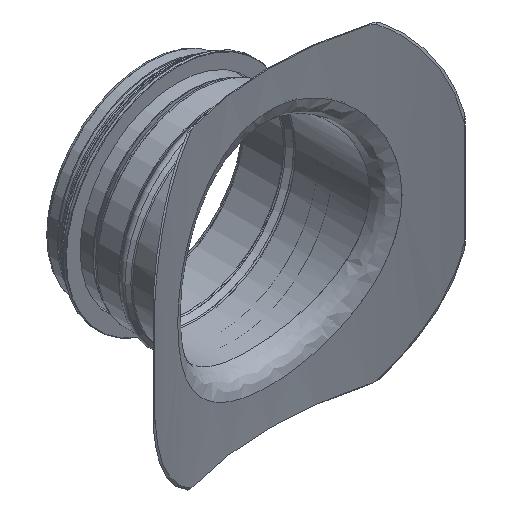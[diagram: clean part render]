
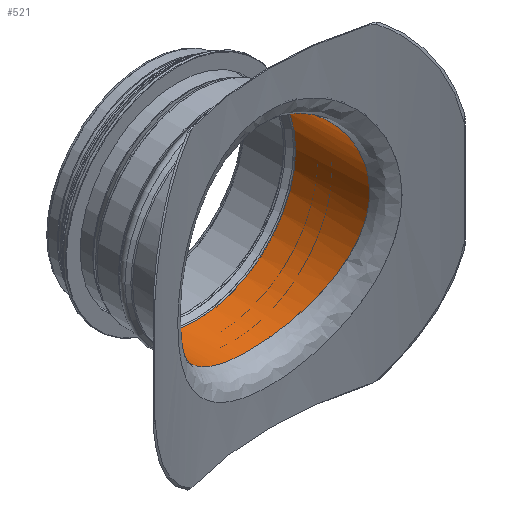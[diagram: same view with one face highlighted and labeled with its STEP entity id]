
A CAD part, isometric view. The second image highlights one B-rep face of the part: STEP entity #521.
In plain terms, the highlighted cylindrical face has radius 48.525 mm (diameter 97.05 mm), a full revolution.
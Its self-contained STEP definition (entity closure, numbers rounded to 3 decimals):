
#248=CARTESIAN_POINT('',(-48.525,155.261,0.));
#249=VERTEX_POINT('',#248);
#257=CARTESIAN_POINT('',(-48.525,155.26,0.));
#258=CARTESIAN_POINT('',(-48.525,155.261,3.659));
#259=CARTESIAN_POINT('',(-47.692,155.647,10.978));
#260=CARTESIAN_POINT('',(-42.82,157.756,24.78));
#261=CARTESIAN_POINT('',(-31.338,162.039,39.162));
#262=CARTESIAN_POINT('',(-14.647,165.398,47.278));
#263=CARTESIAN_POINT('',(0.004,166.101,48.942));
#264=CARTESIAN_POINT('',(12.195,165.509,47.551));
#265=CARTESIAN_POINT('',(29.291,162.73,40.798));
#266=CARTESIAN_POINT('',(42.869,157.807,26.177));
#267=CARTESIAN_POINT('',(48.704,155.178,7.413));
#268=CARTESIAN_POINT('',(48.708,155.182,-7.416));
#269=CARTESIAN_POINT('',(44.319,157.145,-21.48));
#270=CARTESIAN_POINT('',(36.09,160.273,-33.497));
#271=CARTESIAN_POINT('',(24.724,163.469,-42.592));
#272=CARTESIAN_POINT('',(11.062,165.696,-48.006));
#273=CARTESIAN_POINT('',(-3.721,166.187,-49.131));
#274=CARTESIAN_POINT('',(-18.116,164.762,-45.802));
#275=CARTESIAN_POINT('',(-32.86,161.458,-37.239));
#276=CARTESIAN_POINT('',(-42.824,157.76,-24.782));
#277=CARTESIAN_POINT('',(-47.691,155.646,-10.976));
#278=CARTESIAN_POINT('',(-48.525,155.26,-3.659));
#279=CARTESIAN_POINT('',(-48.525,155.26,0.));
#280=B_SPLINE_CURVE_WITH_KNOTS('',3,(#257,#258,#259,#260,#261,#262,#263,#264,#265,#266,#267,#268,#269,#270,#271,#272,#273,#274,#275,#276,#277,#278,#279),.UNSPECIFIED.,.T.,.U.,(4,1,1,1,1,1,1,1,1,1,1,1,1,1,1,1,1,1,1,1,4),(0.0,1.052,2.104,4.208,6.313,7.365,8.417,9.819,12.625,14.028,15.431,16.833,18.236,19.639,21.042,22.445,23.847,25.25,27.354,28.406,29.458),.UNSPECIFIED.);
#281=EDGE_CURVE('',#249,#249,#280,.T.);
#502=CARTESIAN_POINT('',(0.,186.35,0.0));
#503=DIRECTION('',(0.,1.0,0.0));
#504=DIRECTION('',(-1.0,0.0,0.0));
#505=AXIS2_PLACEMENT_3D('',#502,#503,#504);
#506=CYLINDRICAL_SURFACE('',#505,48.525);
#507=CARTESIAN_POINT('',(-48.525,191.6,0.0));
#508=VERTEX_POINT('',#507);
#509=CARTESIAN_POINT('',(0.,191.6,0.0));
#510=DIRECTION('',(0.0,1.0,0.0));
#511=DIRECTION('',(-1.0,0.0,0.0));
#512=AXIS2_PLACEMENT_3D('',#509,#510,#511);
#513=CIRCLE('',#512,48.525);
#514=EDGE_CURVE('',#508,#508,#513,.T.);
#515=ORIENTED_EDGE('',*,*,#514,.T.);
#516=EDGE_LOOP('',(#515));
#517=FACE_OUTER_BOUND('',#516,.T.);
#518=ORIENTED_EDGE('',*,*,#281,.F.);
#519=EDGE_LOOP('',(#518));
#520=FACE_BOUND('',#519,.T.);
#521=ADVANCED_FACE('',(#517,#520),#506,.F.);
